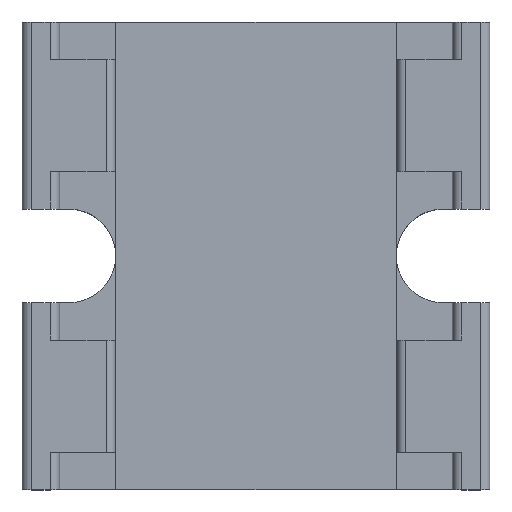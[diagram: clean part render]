
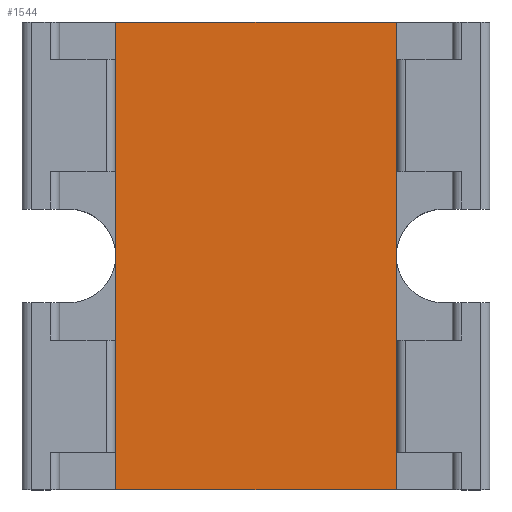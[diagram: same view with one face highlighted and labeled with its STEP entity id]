
A CAD part, top view. The second image highlights one B-rep face of the part: STEP entity #1544.
In plain terms, the highlighted planar face has unit normal (0, 0, 1).
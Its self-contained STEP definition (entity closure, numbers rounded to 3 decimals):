
#13=DIRECTION('',(0.,0.,1.));
#34=VECTOR('',#35,1.);
#35=DIRECTION('',(0.,1.,0.));
#47=DIRECTION('',(1.,0.,0.));
#58=VECTOR('',#47,1.);
#750=VERTEX_POINT('',#751);
#751=CARTESIAN_POINT('',(-0.3,-0.5,0.35));
#753=ORIENTED_EDGE('',*,*,#754,.T.);
#754=EDGE_CURVE('',#750,#755,#757,.T.);
#755=VERTEX_POINT('',#756);
#756=CARTESIAN_POINT('',(0.3,-0.5,0.35));
#757=LINE('',#751,#58);
#1454=ORIENTED_EDGE('',*,*,#1455,.F.);
#1455=EDGE_CURVE('',#750,#1456,#1458,.T.);
#1456=VERTEX_POINT('',#1457);
#1457=CARTESIAN_POINT('',(-0.3,0.5,0.35));
#1458=LINE('',#751,#34);
#1490=EDGE_CURVE('',#755,#1491,#1493,.T.);
#1491=VERTEX_POINT('',#1492);
#1492=CARTESIAN_POINT('',(0.3,0.5,0.35));
#1493=LINE('',#756,#34);
#1544=ADVANCED_FACE('',(#1545),#1551,.T.);
#1545=FACE_BOUND('',#1546,.T.);
#1546=EDGE_LOOP('',(#1454,#753,#1547,#1548));
#1547=ORIENTED_EDGE('',*,*,#1490,.T.);
#1548=ORIENTED_EDGE('',*,*,#1549,.F.);
#1549=EDGE_CURVE('',#1456,#1491,#1550,.T.);
#1550=LINE('',#1457,#58);
#1551=PLANE('',#1552);
#1552=AXIS2_PLACEMENT_3D('',#751,#13,#47);
